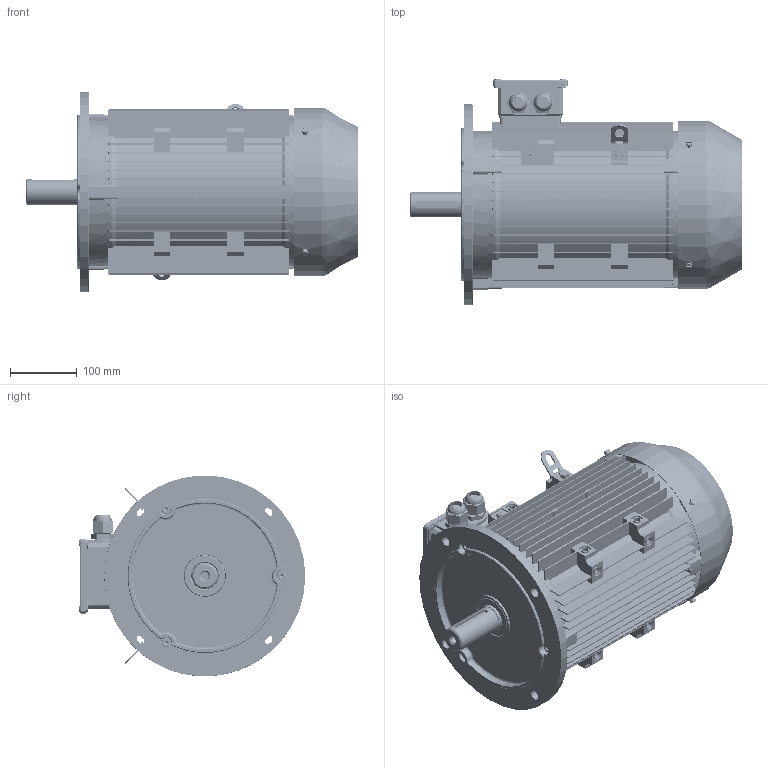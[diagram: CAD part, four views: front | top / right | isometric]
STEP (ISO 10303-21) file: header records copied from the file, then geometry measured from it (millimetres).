
FILE_DESCRIPTION (( 'STEP AP203' ), '1' );
FILE_NAME ('JL3-132M-B5.STEP', '2018-12-14T08:37:27', ( '' ), ( '' ), 'SwSTEP 2.0', 'SolidWorks 2018', '' );
FILE_SCHEMA (( 'CONFIG_CONTROL_DESIGN' ));
Length unit declared in the file: millimetre
Products named in the file (1): JL3-132M-B5
Bounding box: 496 x 337.82 x 300 mm (x, y, z)
Volume: 3662579.7 mm3; surface area: 1755003.6 mm2
Topology: 47 solids, 47 shells, 4783 faces, 13277 edges, 8728 vertices
Faces by surface type: plane 2112, cylinder 2077, bspline 284, cone 242, torus 68
Entity records: 205486 total; most frequent: CARTESIAN_POINT 83775, ORIENTED_EDGE 26526, DIRECTION 24019, EDGE_CURVE 13263, VERTEX_POINT 8724, AXIS2_PLACEMENT_3D 8387, VECTOR 7245, LINE 7245
